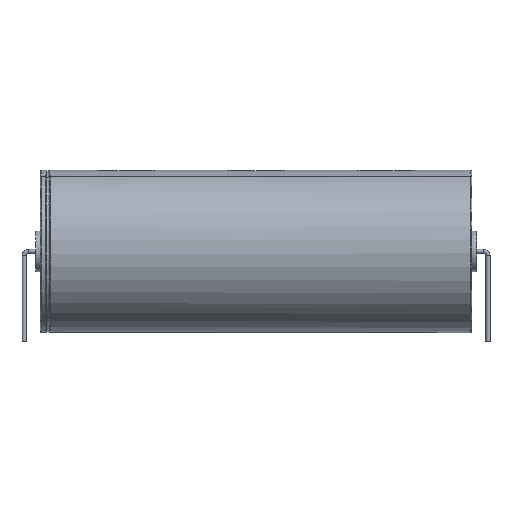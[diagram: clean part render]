
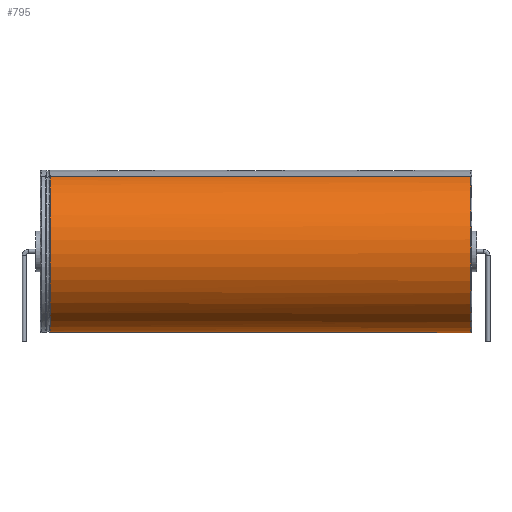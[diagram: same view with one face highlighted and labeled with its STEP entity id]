
A CAD part, front view. The second image highlights one B-rep face of the part: STEP entity #795.
In plain terms, the highlighted cylindrical face has radius 17.5 mm (diameter 35 mm), a partial arc.
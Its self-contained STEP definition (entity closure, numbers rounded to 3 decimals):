
#138=VERTEX_POINT('',#139);
#139=CARTESIAN_POINT('',(96.3,-6.697,33.668));
#145=EDGE_CURVE('',#146,#138,#148,.T.);
#146=VERTEX_POINT('',#147);
#147=CARTESIAN_POINT('',(5.635,-6.697,33.668));
#148=LINE('',#149,#150);
#149=CARTESIAN_POINT('',(5.5,-6.697,33.668));
#150=VECTOR('',#151,1.);
#151=DIRECTION('',(1.,0.,0.));
#193=DIRECTION('',(-1.,0.,0.));
#366=VERTEX_POINT('',#367);
#367=CARTESIAN_POINT('',(96.3,6.697,33.668));
#372=ORIENTED_EDGE('',*,*,#373,.F.);
#373=EDGE_CURVE('',#374,#366,#376,.T.);
#374=VERTEX_POINT('',#375);
#375=CARTESIAN_POINT('',(5.635,6.697,33.668));
#376=LINE('',#377,#150);
#377=CARTESIAN_POINT('',(5.5,6.697,33.668));
#425=DIRECTION('',(0.,0.383,0.924));
#715=ORIENTED_EDGE('',*,*,#716,.T.);
#716=EDGE_CURVE('',#374,#146,#717,.T.);
#717=B_SPLINE_CURVE_WITH_KNOTS('',13,(#718,#719,#720,#721,#722,#723,#724,#725,#726,#727,#728,#729,#730,#731,#732,#733,#734,#735,#736,#737,#738,#739,#740,#741,#742,#743,#744,#745,#746,#747,#748,#749,#750,#751,#752,#753,#754,#755),.UNSPECIFIED.,.F.,.F.,(14,12,12,14),(-4.099,0.,96.211,100.311),.UNSPECIFIED.);
#718=CARTESIAN_POINT('',(5.635,2.91,35.237));
#719=CARTESIAN_POINT('',(5.635,3.203,35.115));
#720=CARTESIAN_POINT('',(5.635,3.496,34.994));
#721=CARTESIAN_POINT('',(5.635,3.789,34.873));
#722=CARTESIAN_POINT('',(5.635,4.081,34.751));
#723=CARTESIAN_POINT('',(5.635,4.373,34.63));
#724=CARTESIAN_POINT('',(5.635,4.665,34.51));
#725=CARTESIAN_POINT('',(5.635,4.956,34.389));
#726=CARTESIAN_POINT('',(5.635,5.247,34.268));
#727=CARTESIAN_POINT('',(5.635,5.538,34.148));
#728=CARTESIAN_POINT('',(5.635,5.828,34.028));
#729=CARTESIAN_POINT('',(5.635,6.118,33.908));
#730=CARTESIAN_POINT('',(5.635,6.408,33.788));
#731=CARTESIAN_POINT('',(5.635,13.487,30.855));
#732=CARTESIAN_POINT('',(5.635,19.095,24.913));
#733=CARTESIAN_POINT('',(5.635,21.808,16.384));
#734=CARTESIAN_POINT('',(5.635,20.293,6.908));
#735=CARTESIAN_POINT('',(5.635,14.484,-1.089));
#736=CARTESIAN_POINT('',(5.635,5.514,-6.178));
#737=CARTESIAN_POINT('',(5.635,-5.514,-6.178));
#738=CARTESIAN_POINT('',(5.635,-14.484,-1.089));
#739=CARTESIAN_POINT('',(5.635,-20.293,6.908));
#740=CARTESIAN_POINT('',(5.635,-21.808,16.384));
#741=CARTESIAN_POINT('',(5.635,-19.095,24.913));
#742=CARTESIAN_POINT('',(5.635,-13.487,30.855));
#743=CARTESIAN_POINT('',(5.635,-6.408,33.788));
#744=CARTESIAN_POINT('',(5.635,-6.118,33.908));
#745=CARTESIAN_POINT('',(5.635,-5.828,34.028));
#746=CARTESIAN_POINT('',(5.635,-5.538,34.148));
#747=CARTESIAN_POINT('',(5.635,-5.247,34.268));
#748=CARTESIAN_POINT('',(5.635,-4.956,34.389));
#749=CARTESIAN_POINT('',(5.635,-4.665,34.51));
#750=CARTESIAN_POINT('',(5.635,-4.373,34.63));
#751=CARTESIAN_POINT('',(5.635,-4.081,34.751));
#752=CARTESIAN_POINT('',(5.635,-3.789,34.873));
#753=CARTESIAN_POINT('',(5.635,-3.496,34.994));
#754=CARTESIAN_POINT('',(5.635,-3.203,35.115));
#755=CARTESIAN_POINT('',(5.635,-2.91,35.237));
#795=ADVANCED_FACE('',(#796),#804,.T.);
#796=FACE_BOUND('',#797,.F.);
#797=EDGE_LOOP('',(#372,#715,#798,#799));
#798=ORIENTED_EDGE('',*,*,#145,.T.);
#799=ORIENTED_EDGE('',*,*,#800,.F.);
#800=EDGE_CURVE('',#366,#138,#801,.T.);
#801=CIRCLE('',#802,17.5);
#802=AXIS2_PLACEMENT_3D('',#803,#193,#425);
#803=CARTESIAN_POINT('',(96.3,0.,17.5));
#804=CYLINDRICAL_SURFACE('',#805,17.5);
#805=AXIS2_PLACEMENT_3D('',#806,#151,#425);
#806=CARTESIAN_POINT('',(5.5,0.,17.5));
